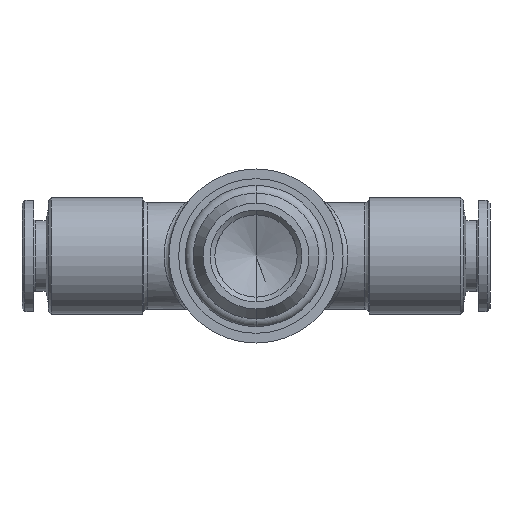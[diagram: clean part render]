
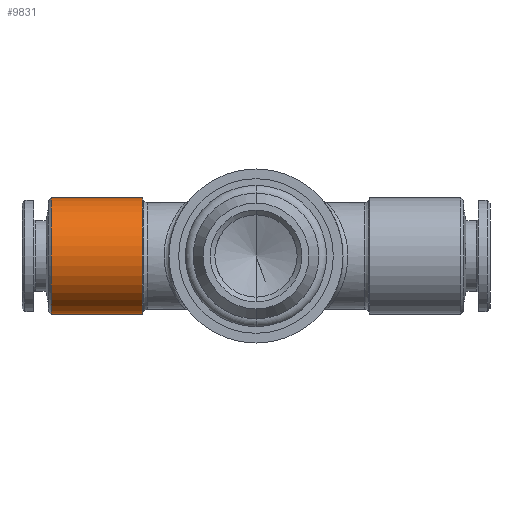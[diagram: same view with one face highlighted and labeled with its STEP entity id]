
A CAD part, front view. The second image highlights one B-rep face of the part: STEP entity #9831.
In plain terms, the highlighted cylindrical face has radius 6 mm (diameter 12 mm), a partial arc.
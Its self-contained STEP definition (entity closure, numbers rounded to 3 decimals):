
#2128 = CARTESIAN_POINT ( 'NONE',  ( -21.2, 17.5, 6. ) ) ;
#6535 = VECTOR ( 'NONE', #6553, 1000. ) ;
#6553 = DIRECTION ( 'NONE',  ( 1., 0., 0. ) ) ;
#6559 = CARTESIAN_POINT ( 'NONE',  ( -21.2, 17.5, 0. ) ) ;
#6561 = CARTESIAN_POINT ( 'NONE',  ( -21.2, 17.5, -6. ) ) ;
#6562 = DIRECTION ( 'NONE',  ( -1., 0., 0. ) ) ;
#6563 = AXIS2_PLACEMENT_3D ( 'NONE', #6559, #6562, #6625 ) ;
#6591 = CARTESIAN_POINT ( 'NONE',  ( 0., 17.5, 6. ) ) ;
#6592 = LINE ( 'NONE', #6591, #6651 ) ;
#6595 = DIRECTION ( 'NONE',  ( 1., 0., 0. ) ) ;
#6608 = CARTESIAN_POINT ( 'NONE',  ( 0., 17.5, -6. ) ) ;
#6612 = LINE ( 'NONE', #6608, #6535 ) ;
#6621 = CIRCLE ( 'NONE', #6563, 6. ) ;
#6625 = DIRECTION ( 'NONE',  ( 0., 0., 1. ) ) ;
#6647 = CARTESIAN_POINT ( 'NONE',  ( -11.789, 17.5, -6. ) ) ;
#6651 = VECTOR ( 'NONE', #6595, 1000. ) ;
#6665 = CARTESIAN_POINT ( 'NONE',  ( -11.789, 17.5, 6. ) ) ;
#6666 = DIRECTION ( 'NONE',  ( 0., 0., 1. ) ) ;
#6694 = CARTESIAN_POINT ( 'NONE',  ( -11.789, 17.5, 0. ) ) ;
#6697 = CIRCLE ( 'NONE', #6699, 6. ) ;
#6699 = AXIS2_PLACEMENT_3D ( 'NONE', #6694, #6727, #6761 ) ;
#6704 = CYLINDRICAL_SURFACE ( 'NONE', #6738, 6. ) ;
#6727 = DIRECTION ( 'NONE',  ( -1., 0., 0. ) ) ;
#6736 = DIRECTION ( 'NONE',  ( 1., 0., 0. ) ) ;
#6737 = CARTESIAN_POINT ( 'NONE',  ( 0., 17.5, 0. ) ) ;
#6738 = AXIS2_PLACEMENT_3D ( 'NONE', #6737, #6736, #6666 ) ;
#6740 = FACE_OUTER_BOUND ( 'NONE', #9829, .T. ) ;
#6761 = DIRECTION ( 'NONE',  ( 0., 0., 1. ) ) ;
#9753 = VERTEX_POINT ( 'NONE', #2128 ) ;
#9808 = ORIENTED_EDGE ( 'NONE', *, *, #9814, .F. ) ;
#9809 = ORIENTED_EDGE ( 'NONE', *, *, #9810, .T. ) ;
#9810 = EDGE_CURVE ( 'NONE', #9818, #9811, #6612, .T. ) ;
#9811 = VERTEX_POINT ( 'NONE', #6647 ) ;
#9814 = EDGE_CURVE ( 'NONE', #9753, #9832, #6592, .T. ) ;
#9815 = ORIENTED_EDGE ( 'NONE', *, *, #9816, .F. ) ;
#9816 = EDGE_CURVE ( 'NONE', #9818, #9753, #6621, .T. ) ;
#9818 = VERTEX_POINT ( 'NONE', #6561 ) ;
#9820 = ORIENTED_EDGE ( 'NONE', *, *, #9822, .T. ) ;
#9822 = EDGE_CURVE ( 'NONE', #9811, #9832, #6697, .T. ) ;
#9829 = EDGE_LOOP ( 'NONE', ( #9815, #9809, #9820, #9808 ) ) ;
#9831 = ADVANCED_FACE ( 'NONE', ( #6740 ), #6704, .T. ) ;
#9832 = VERTEX_POINT ( 'NONE', #6665 ) ;
